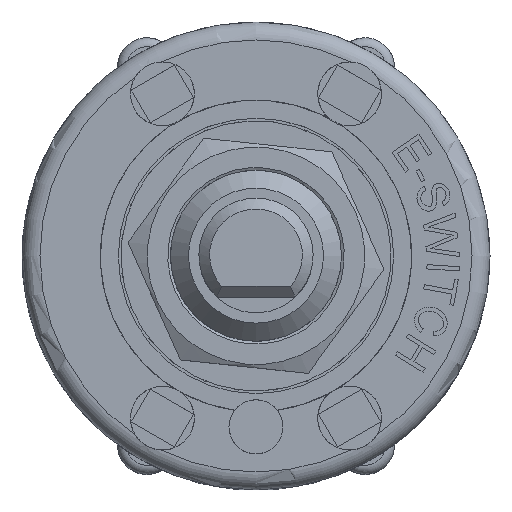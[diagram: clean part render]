
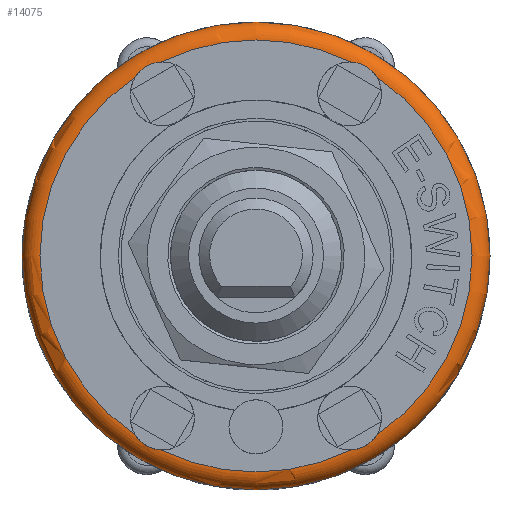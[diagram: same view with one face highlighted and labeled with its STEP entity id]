
A CAD part, top view. The second image highlights one B-rep face of the part: STEP entity #14075.
In plain terms, the highlighted toroidal (fillet/blend) face has major radius 12 mm and minor radius 1 mm.
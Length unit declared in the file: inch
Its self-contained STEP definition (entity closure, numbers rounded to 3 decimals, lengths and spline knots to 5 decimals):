
#28=TOROIDAL_SURFACE('',#14852,0.47244,0.03937);
#1152=B_SPLINE_CURVE_WITH_KNOTS('',3,(#24249,#24250,#24251,#24252,#24253,
#24254,#24255,#24256,#24257,#24258,#24259,#24260),.UNSPECIFIED.,.F.,.F.,
(4,2,2,2,2,4),(-0.26924,-0.24463,-0.21597,
-0.19207,-0.16451,-0.13568),.UNSPECIFIED.);
#1153=B_SPLINE_CURVE_WITH_KNOTS('',3,(#24272,#24273,#24274,#24275,#24276,
#24277,#24278,#24279,#24280,#24281,#24282,#24283),.UNSPECIFIED.,.F.,.F.,
(4,2,2,2,2,4),(-0.26924,-0.24463,-0.21597,
-0.19207,-0.16451,-0.13568),.UNSPECIFIED.);
#1154=B_SPLINE_CURVE_WITH_KNOTS('',3,(#24300,#24301,#24302,#24303,#24304,
#24305,#24306,#24307,#24308,#24309,#24310,#24311),.UNSPECIFIED.,.F.,.F.,
(4,2,2,2,2,4),(-0.26924,-0.24463,-0.21597,
-0.19207,-0.16451,-0.13568),.UNSPECIFIED.);
#1155=B_SPLINE_CURVE_WITH_KNOTS('',3,(#24333,#24334,#24335,#24336,#24337,
#24338,#24339,#24340,#24341,#24342,#24343,#24344),.UNSPECIFIED.,.F.,.F.,
(4,2,2,2,2,4),(-0.26924,-0.24463,-0.21597,
-0.19207,-0.16451,-0.13568),.UNSPECIFIED.);
#1841=FACE_OUTER_BOUND('',#2678,.T.);
#2678=EDGE_LOOP('',(#12858,#12859,#12860,#12861,#12862,#12863,#12864,#12865,
#12866,#12867,#12868,#12869));
#5814=CIRCLE('',#14805,0.51181);
#5841=CIRCLE('',#14853,0.03937);
#5842=CIRCLE('',#14854,0.47244);
#5843=CIRCLE('',#14855,0.47244);
#5844=CIRCLE('',#14856,0.47244);
#5845=CIRCLE('',#14857,0.47244);
#5846=CIRCLE('',#14858,0.47244);
#7109=VERTEX_POINT('',#24211);
#7117=VERTEX_POINT('',#24247);
#7118=VERTEX_POINT('',#24248);
#7121=VERTEX_POINT('',#24270);
#7122=VERTEX_POINT('',#24271);
#7127=VERTEX_POINT('',#24298);
#7128=VERTEX_POINT('',#24299);
#7135=VERTEX_POINT('',#24331);
#7136=VERTEX_POINT('',#24332);
#7139=VERTEX_POINT('',#24354);
#9068=EDGE_CURVE('',#7109,#7109,#5814,.T.);
#9086=EDGE_CURVE('',#7117,#7118,#1152,.T.);
#9092=EDGE_CURVE('',#7121,#7122,#1153,.T.);
#9100=EDGE_CURVE('',#7127,#7128,#1154,.T.);
#9110=EDGE_CURVE('',#7135,#7136,#1155,.T.);
#9116=EDGE_CURVE('',#7109,#7139,#5841,.T.);
#9117=EDGE_CURVE('',#7139,#7127,#5842,.T.);
#9118=EDGE_CURVE('',#7128,#7121,#5843,.T.);
#9119=EDGE_CURVE('',#7122,#7117,#5844,.T.);
#9120=EDGE_CURVE('',#7118,#7135,#5845,.T.);
#9121=EDGE_CURVE('',#7136,#7139,#5846,.T.);
#12858=ORIENTED_EDGE('',*,*,#9068,.T.);
#12859=ORIENTED_EDGE('',*,*,#9116,.T.);
#12860=ORIENTED_EDGE('',*,*,#9117,.T.);
#12861=ORIENTED_EDGE('',*,*,#9100,.T.);
#12862=ORIENTED_EDGE('',*,*,#9118,.T.);
#12863=ORIENTED_EDGE('',*,*,#9092,.T.);
#12864=ORIENTED_EDGE('',*,*,#9119,.T.);
#12865=ORIENTED_EDGE('',*,*,#9086,.T.);
#12866=ORIENTED_EDGE('',*,*,#9120,.T.);
#12867=ORIENTED_EDGE('',*,*,#9110,.T.);
#12868=ORIENTED_EDGE('',*,*,#9121,.T.);
#12869=ORIENTED_EDGE('',*,*,#9116,.F.);
#14075=ADVANCED_FACE('',(#1841),#28,.T.);
#14805=AXIS2_PLACEMENT_3D('',#24212,#17601,#17602);
#14852=AXIS2_PLACEMENT_3D('',#24353,#17712,#17713);
#14853=AXIS2_PLACEMENT_3D('',#24355,#17714,#17715);
#14854=AXIS2_PLACEMENT_3D('',#24356,#17716,#17717);
#14855=AXIS2_PLACEMENT_3D('',#24357,#17718,#17719);
#14856=AXIS2_PLACEMENT_3D('',#24358,#17720,#17721);
#14857=AXIS2_PLACEMENT_3D('',#24359,#17722,#17723);
#14858=AXIS2_PLACEMENT_3D('',#24360,#17724,#17725);
#17601=DIRECTION('center_axis',(0.,0.,1.));
#17602=DIRECTION('ref_axis',(-1.,0.,0.));
#17712=DIRECTION('center_axis',(0.,0.,-1.));
#17713=DIRECTION('ref_axis',(-1.,0.,0.));
#17714=DIRECTION('center_axis',(0.,-1.,0.));
#17715=DIRECTION('ref_axis',(1.,0.,0.));
#17716=DIRECTION('center_axis',(0.,0.,-1.));
#17717=DIRECTION('ref_axis',(-1.,0.,0.));
#17718=DIRECTION('center_axis',(0.,0.,-1.));
#17719=DIRECTION('ref_axis',(-1.,0.,0.));
#17720=DIRECTION('center_axis',(0.,0.,-1.));
#17721=DIRECTION('ref_axis',(-1.,0.,0.));
#17722=DIRECTION('center_axis',(0.,0.,-1.));
#17723=DIRECTION('ref_axis',(-1.,0.,0.));
#17724=DIRECTION('center_axis',(0.,0.,-1.));
#17725=DIRECTION('ref_axis',(-1.,0.,0.));
#24211=CARTESIAN_POINT('',(0.51181,0.,0.37402));
#24212=CARTESIAN_POINT('Origin',(0.,0.,0.37402));
#24247=CARTESIAN_POINT('',(-0.26379,0.39194,0.41339));
#24248=CARTESIAN_POINT('',(-0.20753,0.42442,0.41339));
#24249=CARTESIAN_POINT('Ctrl Pts',(-0.26379,0.39194,
0.41339));
#24250=CARTESIAN_POINT('Ctrl Pts',(-0.26165,0.39532,
0.41339));
#24251=CARTESIAN_POINT('Ctrl Pts',(-0.25918,0.39859,
0.41329));
#24252=CARTESIAN_POINT('Ctrl Pts',(-0.25306,0.40529,
0.41304));
#24253=CARTESIAN_POINT('Ctrl Pts',(-0.2494,0.40855,
0.4129));
#24254=CARTESIAN_POINT('Ctrl Pts',(-0.24211,0.41377,
0.41277));
#24255=CARTESIAN_POINT('Ctrl Pts',(-0.2386,0.41585,
0.41276));
#24256=CARTESIAN_POINT('Ctrl Pts',(-0.23069,0.41964,
0.41286));
#24257=CARTESIAN_POINT('Ctrl Pts',(-0.22626,0.42124,
0.41299));
#24258=CARTESIAN_POINT('Ctrl Pts',(-0.21694,0.42357,
0.41325));
#24259=CARTESIAN_POINT('Ctrl Pts',(-0.21219,0.42423,
0.41339));
#24260=CARTESIAN_POINT('Ctrl Pts',(-0.20753,0.42442,
0.41339));
#24270=CARTESIAN_POINT('',(-0.20753,-0.42442,0.41339));
#24271=CARTESIAN_POINT('',(-0.26379,-0.39194,0.41339));
#24272=CARTESIAN_POINT('Ctrl Pts',(-0.20753,-0.42442,
0.41339));
#24273=CARTESIAN_POINT('Ctrl Pts',(-0.21153,-0.42426,
0.41339));
#24274=CARTESIAN_POINT('Ctrl Pts',(-0.2156,-0.42375,
0.41329));
#24275=CARTESIAN_POINT('Ctrl Pts',(-0.22446,-0.42181,
0.41304));
#24276=CARTESIAN_POINT('Ctrl Pts',(-0.22911,-0.42026,
0.4129));
#24277=CARTESIAN_POINT('Ctrl Pts',(-0.23728,-0.41656,
0.41277));
#24278=CARTESIAN_POINT('Ctrl Pts',(-0.24084,-0.41456,
0.41276));
#24279=CARTESIAN_POINT('Ctrl Pts',(-0.24808,-0.4096,
0.41286));
#24280=CARTESIAN_POINT('Ctrl Pts',(-0.25168,-0.40656,
0.41299));
#24281=CARTESIAN_POINT('Ctrl Pts',(-0.25836,-0.39966,
0.41325));
#24282=CARTESIAN_POINT('Ctrl Pts',(-0.2613,-0.39588,
0.41339));
#24283=CARTESIAN_POINT('Ctrl Pts',(-0.26379,-0.39194,
0.41339));
#24298=CARTESIAN_POINT('',(0.26379,-0.39194,0.41339));
#24299=CARTESIAN_POINT('',(0.20753,-0.42442,0.41339));
#24300=CARTESIAN_POINT('Ctrl Pts',(0.26379,-0.39194,
0.41339));
#24301=CARTESIAN_POINT('Ctrl Pts',(0.26165,-0.39532,
0.41339));
#24302=CARTESIAN_POINT('Ctrl Pts',(0.25918,-0.39859,
0.41329));
#24303=CARTESIAN_POINT('Ctrl Pts',(0.25306,-0.40529,
0.41304));
#24304=CARTESIAN_POINT('Ctrl Pts',(0.2494,-0.40855,
0.4129));
#24305=CARTESIAN_POINT('Ctrl Pts',(0.24211,-0.41377,
0.41277));
#24306=CARTESIAN_POINT('Ctrl Pts',(0.2386,-0.41585,
0.41276));
#24307=CARTESIAN_POINT('Ctrl Pts',(0.23069,-0.41964,
0.41286));
#24308=CARTESIAN_POINT('Ctrl Pts',(0.22626,-0.42124,
0.41299));
#24309=CARTESIAN_POINT('Ctrl Pts',(0.21694,-0.42357,
0.41325));
#24310=CARTESIAN_POINT('Ctrl Pts',(0.21219,-0.42423,
0.41339));
#24311=CARTESIAN_POINT('Ctrl Pts',(0.20753,-0.42442,
0.41339));
#24331=CARTESIAN_POINT('',(0.20753,0.42442,0.41339));
#24332=CARTESIAN_POINT('',(0.26379,0.39194,0.41339));
#24333=CARTESIAN_POINT('Ctrl Pts',(0.20753,0.42442,0.41339));
#24334=CARTESIAN_POINT('Ctrl Pts',(0.21153,0.42426,
0.41339));
#24335=CARTESIAN_POINT('Ctrl Pts',(0.2156,0.42375,
0.41329));
#24336=CARTESIAN_POINT('Ctrl Pts',(0.22446,0.42181,0.41304));
#24337=CARTESIAN_POINT('Ctrl Pts',(0.22911,0.42026,
0.4129));
#24338=CARTESIAN_POINT('Ctrl Pts',(0.23728,0.41656,0.41277));
#24339=CARTESIAN_POINT('Ctrl Pts',(0.24084,0.41456,
0.41276));
#24340=CARTESIAN_POINT('Ctrl Pts',(0.24808,0.4096,
0.41286));
#24341=CARTESIAN_POINT('Ctrl Pts',(0.25168,0.40656,
0.41299));
#24342=CARTESIAN_POINT('Ctrl Pts',(0.25836,0.39966,
0.41325));
#24343=CARTESIAN_POINT('Ctrl Pts',(0.2613,0.39588,
0.41339));
#24344=CARTESIAN_POINT('Ctrl Pts',(0.26379,0.39194,
0.41339));
#24353=CARTESIAN_POINT('Origin',(0.,0.,0.37402));
#24354=CARTESIAN_POINT('',(0.47244,0.,0.41339));
#24355=CARTESIAN_POINT('Origin',(0.47244,0.,
0.37402));
#24356=CARTESIAN_POINT('Origin',(0.,0.,0.41339));
#24357=CARTESIAN_POINT('Origin',(0.,0.,0.41339));
#24358=CARTESIAN_POINT('Origin',(0.,0.,0.41339));
#24359=CARTESIAN_POINT('Origin',(0.,0.,0.41339));
#24360=CARTESIAN_POINT('Origin',(0.,0.,0.41339));
